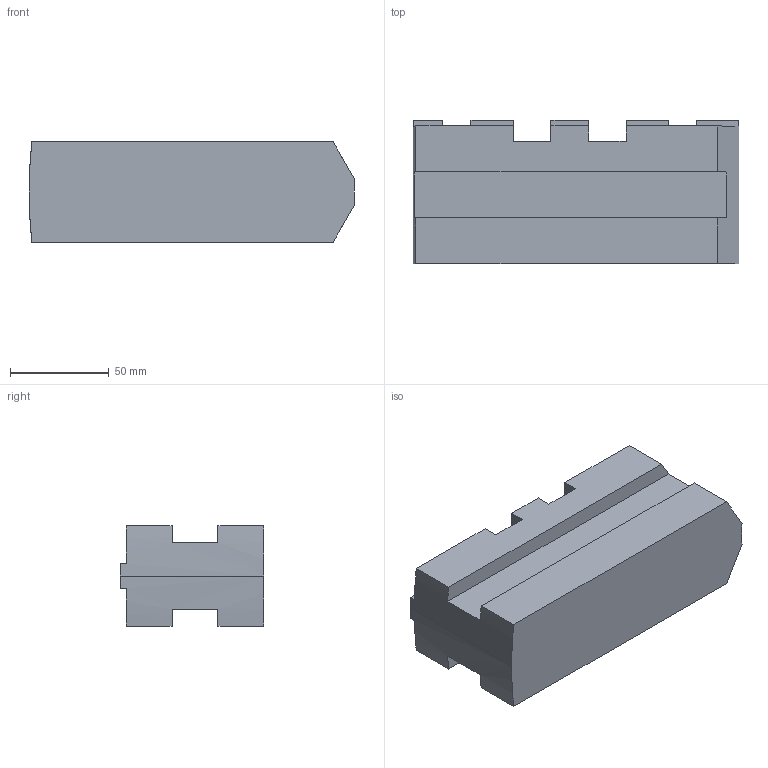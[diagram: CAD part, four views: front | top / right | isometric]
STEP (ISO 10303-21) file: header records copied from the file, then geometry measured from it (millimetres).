
FILE_DESCRIPTION(('produced by SPATIAL CORP'),'2;1');
FILE_NAME( 'hmj.prt.hh.sat.stp', '2002-04-19T13:47:23+00:00',('SPATIAL CORP'),('SPATIAL CORP'), 'ACIS STEP Husk','http://www.spatial.com','SPATIAL CORP');
FILE_SCHEMA(('CONFIG_CONTROL_DESIGN'));
Length unit declared in the file: millimetre
Products named in the file (1): PRODUCT_ID_1
Bounding box: 165.1 x 72.9 x 50.8 mm (x, y, z)
Volume: 461197.8 mm3; surface area: 59279.5 mm2
Topology: 1 solids, 1 shells, 58 faces, 158 edges, 102 vertices
Faces by surface type: plane 46, cylinder 12
Entity records: 1875 total; most frequent: ORIENTED_EDGE 316, CARTESIAN_POINT 312, DIRECTION 300, EDGE_CURVE 158, VECTOR 120, LINE 120, VERTEX_POINT 102, AXIS2_PLACEMENT_3D 90
